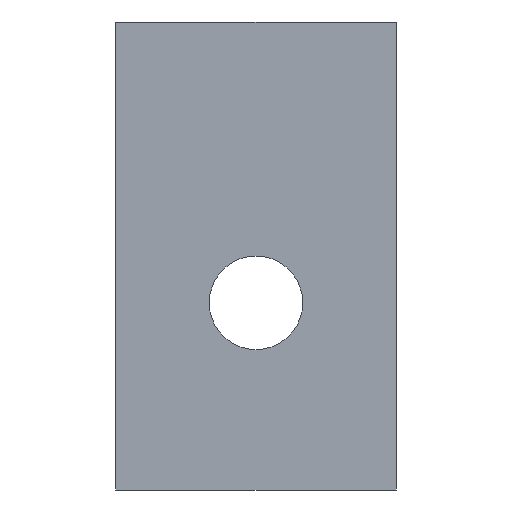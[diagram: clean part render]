
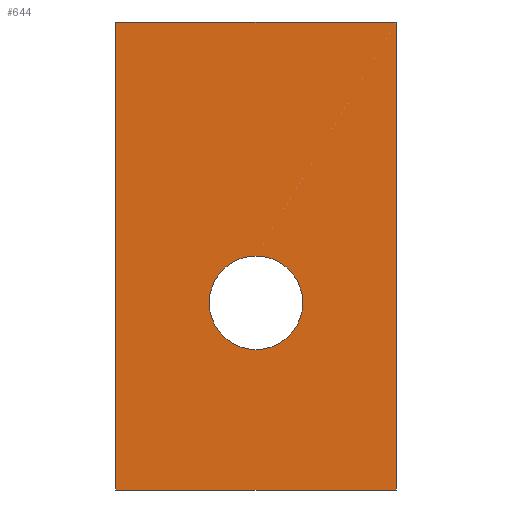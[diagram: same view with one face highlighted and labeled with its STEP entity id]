
A CAD part, front view. The second image highlights one B-rep face of the part: STEP entity #644.
In plain terms, the highlighted planar face has unit normal (0, -1, 0).
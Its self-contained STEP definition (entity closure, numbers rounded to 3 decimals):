
#8 = EDGE_CURVE ( 'NONE', #433, #355, #245, .T. ) ;
#9 = EDGE_CURVE ( 'NONE', #355, #433, #561, .T. ) ;
#17 = DIRECTION ( 'NONE',  ( -1., 0., 0. ) ) ;
#58 = CARTESIAN_POINT ( 'NONE',  ( 7.5, 0., -17.5 ) ) ;
#62 = CARTESIAN_POINT ( 'NONE',  ( 15., 0., -25. ) ) ;
#64 = CARTESIAN_POINT ( 'NONE',  ( 0., 0., 0. ) ) ;
#73 = CARTESIAN_POINT ( 'NONE',  ( 15., 0., 0. ) ) ;
#82 = CARTESIAN_POINT ( 'NONE',  ( 0., 0., -25. ) ) ;
#83 = DIRECTION ( 'NONE',  ( -1., 0., 0. ) ) ;
#84 = CARTESIAN_POINT ( 'NONE',  ( 7.5, 0., -12.5 ) ) ;
#88 = CARTESIAN_POINT ( 'NONE',  ( 15., 0., 0. ) ) ;
#99 = CARTESIAN_POINT ( 'NONE',  ( 15., 0., -25. ) ) ;
#116 = AXIS2_PLACEMENT_3D ( 'NONE', #298, #316, #330 ) ;
#140 = AXIS2_PLACEMENT_3D ( 'NONE', #358, #439, #426 ) ;
#145 = EDGE_CURVE ( 'NONE', #377, #423, #627, .T. ) ;
#151 = AXIS2_PLACEMENT_3D ( 'NONE', #365, #338, #352 ) ;
#158 = EDGE_CURVE ( 'NONE', #419, #341, #460, .T. ) ;
#189 = EDGE_CURVE ( 'NONE', #377, #419, #567, .T. ) ;
#192 = EDGE_CURVE ( 'NONE', #423, #341, #571, .T. ) ;
#210 = ORIENTED_EDGE ( 'NONE', *, *, #8, .T. ) ;
#211 = ORIENTED_EDGE ( 'NONE', *, *, #189, .T. ) ;
#213 = ORIENTED_EDGE ( 'NONE', *, *, #158, .T. ) ;
#220 = ORIENTED_EDGE ( 'NONE', *, *, #192, .F. ) ;
#222 = ORIENTED_EDGE ( 'NONE', *, *, #145, .F. ) ;
#245 = CIRCLE ( 'NONE', #151, 2.5 ) ;
#298 = CARTESIAN_POINT ( 'NONE',  ( 15., 0., 0. ) ) ;
#307 = PLANE ( 'NONE',  #116 ) ;
#316 = DIRECTION ( 'NONE',  ( 0., 1., 0. ) ) ;
#330 = DIRECTION ( 'NONE',  ( 0., 0., 1. ) ) ;
#338 = DIRECTION ( 'NONE',  ( 0., 1., 0. ) ) ;
#339 = CARTESIAN_POINT ( 'NONE',  ( 15., 0., 0. ) ) ;
#341 = VERTEX_POINT ( 'NONE', #82 ) ;
#352 = DIRECTION ( 'NONE',  ( 0., 0., 1. ) ) ;
#355 = VERTEX_POINT ( 'NONE', #84 ) ;
#358 = CARTESIAN_POINT ( 'NONE',  ( 7.5, 0., -15. ) ) ;
#365 = CARTESIAN_POINT ( 'NONE',  ( 7.5, 0., -15. ) ) ;
#377 = VERTEX_POINT ( 'NONE', #73 ) ;
#404 = CARTESIAN_POINT ( 'NONE',  ( 0., 0., 0. ) ) ;
#405 = DIRECTION ( 'NONE',  ( 0., 0., -1. ) ) ;
#413 = DIRECTION ( 'NONE',  ( 0., 0., -1. ) ) ;
#419 = VERTEX_POINT ( 'NONE', #64 ) ;
#423 = VERTEX_POINT ( 'NONE', #62 ) ;
#426 = DIRECTION ( 'NONE',  ( 0., 0., 1. ) ) ;
#433 = VERTEX_POINT ( 'NONE', #58 ) ;
#439 = DIRECTION ( 'NONE',  ( 0., 1., 0. ) ) ;
#460 = LINE ( 'NONE', #404, #461 ) ;
#461 = VECTOR ( 'NONE', #405, 1000. ) ;
#494 = EDGE_LOOP ( 'NONE', ( #525, #210 ) ) ;
#495 = EDGE_LOOP ( 'NONE', ( #213, #220, #222, #211 ) ) ;
#525 = ORIENTED_EDGE ( 'NONE', *, *, #9, .T. ) ;
#561 = CIRCLE ( 'NONE', #140, 2.5 ) ;
#567 = LINE ( 'NONE', #88, #568 ) ;
#568 = VECTOR ( 'NONE', #83, 1000. ) ;
#571 = LINE ( 'NONE', #99, #572 ) ;
#572 = VECTOR ( 'NONE', #17, 1000. ) ;
#593 = FACE_BOUND ( 'NONE', #494, .T. ) ;
#594 = FACE_OUTER_BOUND ( 'NONE', #495, .T. ) ;
#626 = VECTOR ( 'NONE', #413, 1000. ) ;
#627 = LINE ( 'NONE', #339, #626 ) ;
#644 = ADVANCED_FACE ( 'NONE', ( #593, #594 ), #307, .F. ) ;
